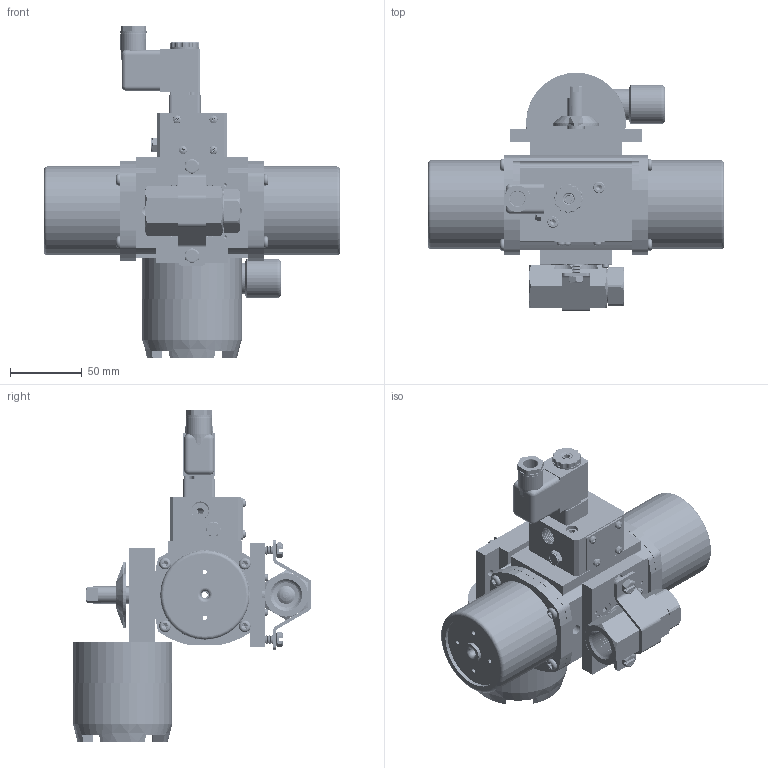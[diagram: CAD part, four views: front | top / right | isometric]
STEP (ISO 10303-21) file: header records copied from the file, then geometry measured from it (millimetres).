
FILE_DESCRIPTION (( 'STEP AP203' ), '1' );
FILE_NAME ('85MXXNA512SR3GPDSLS.step', '2018-05-01T11:47:23', ( '' ), ( '' ), 'SwSTEP 2.0', 'SolidWorks 2017', '' );
FILE_SCHEMA (( 'CONFIG_CONTROL_DESIGN' ));
Length unit declared in the file: inch
Products named in the file (1): 85MXXNA512SR3GPDSLS
Bounding box: 206.38 x 166.09 x 231.11 mm (x, y, z)
Volume: 773012.5 mm3; surface area: 327371.2 mm2
Topology: 68 solids, 68 shells, 5649 faces, 14760 edges, 9254 vertices
Faces by surface type: cylinder 2752, cone 1598, plane 934, torus 190, bspline 157, sphere 18
Entity records: 222690 total; most frequent: CARTESIAN_POINT 88633, ORIENTED_EDGE 29188, DIRECTION 28240, EDGE_CURVE 14594, AXIS2_PLACEMENT_3D 11333, VERTEX_POINT 9250, EDGE_LOOP 6066, CIRCLE 5840
